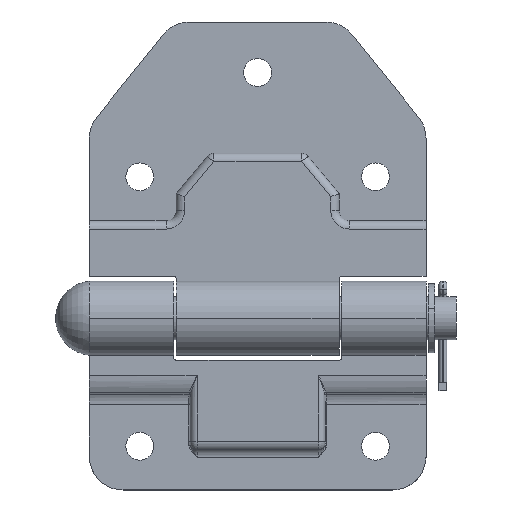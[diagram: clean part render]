
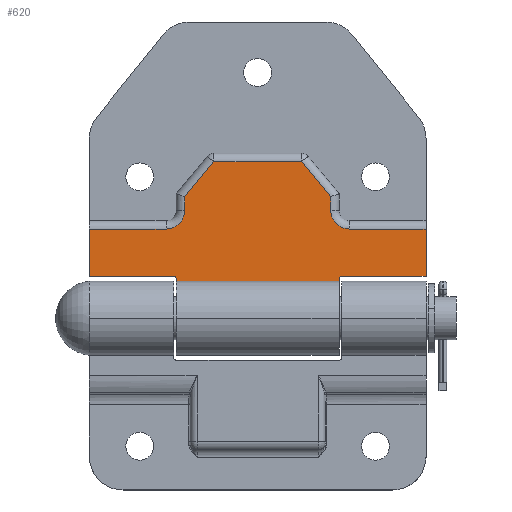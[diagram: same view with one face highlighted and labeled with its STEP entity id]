
A CAD part, top view. The second image highlights one B-rep face of the part: STEP entity #620.
In plain terms, the highlighted planar face has unit normal (0, 0, 1).
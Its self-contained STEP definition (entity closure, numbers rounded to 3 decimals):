
#31 = VERTEX_POINT ( 'NONE', #1293 ) ;
#32 = EDGE_CURVE ( 'NONE', #603, #31, #1292, .T. ) ;
#549 = ORIENTED_EDGE ( 'NONE', *, *, #630, .T. ) ;
#592 = ORIENTED_EDGE ( 'NONE', *, *, #593, .T. ) ;
#593 = EDGE_CURVE ( 'NONE', #615, #594, #2733, .T. ) ;
#594 = VERTEX_POINT ( 'NONE', #2958 ) ;
#595 = ORIENTED_EDGE ( 'NONE', *, *, #596, .T. ) ;
#596 = EDGE_CURVE ( 'NONE', #594, #1107, #2957, .T. ) ;
#597 = ORIENTED_EDGE ( 'NONE', *, *, #1074, .F. ) ;
#598 = ORIENTED_EDGE ( 'NONE', *, *, #599, .T. ) ;
#599 = EDGE_CURVE ( 'NONE', #1146, #600, #2953, .T. ) ;
#600 = VERTEX_POINT ( 'NONE', #2949 ) ;
#601 = ORIENTED_EDGE ( 'NONE', *, *, #602, .T. ) ;
#602 = EDGE_CURVE ( 'NONE', #600, #603, #2948, .T. ) ;
#603 = VERTEX_POINT ( 'NONE', #2943 ) ;
#604 = ORIENTED_EDGE ( 'NONE', *, *, #32, .T. ) ;
#605 = VERTEX_POINT ( 'NONE', #2942 ) ;
#606 = VERTEX_POINT ( 'NONE', #2941 ) ;
#607 = ORIENTED_EDGE ( 'NONE', *, *, #608, .F. ) ;
#608 = EDGE_CURVE ( 'NONE', #612, #606, #2940, .T. ) ;
#609 = ORIENTED_EDGE ( 'NONE', *, *, #610, .T. ) ;
#610 = EDGE_CURVE ( 'NONE', #605, #606, #2936, .T. ) ;
#611 = EDGE_CURVE ( 'NONE', #629, #605, #2932, .T. ) ;
#612 = VERTEX_POINT ( 'NONE', #2989 ) ;
#613 = ORIENTED_EDGE ( 'NONE', *, *, #614, .T. ) ;
#614 = EDGE_CURVE ( 'NONE', #612, #615, #2988, .T. ) ;
#615 = VERTEX_POINT ( 'NONE', #2984 ) ;
#618 = EDGE_LOOP ( 'NONE', ( #2397, #549, #628, #609, #607, #613, #592, #595, #597, #598, #601, #604, #1231, #1232, #1233, #1225, #1228, #1235 ) ) ;
#619 = EDGE_CURVE ( 'NONE', #622, #621, #2978, .T. ) ;
#620 = ADVANCED_FACE ( 'NONE', ( #2974 ), #2973, .F. ) ;
#621 = VERTEX_POINT ( 'NONE', #2968 ) ;
#622 = VERTEX_POINT ( 'NONE', #2967 ) ;
#628 = ORIENTED_EDGE ( 'NONE', *, *, #611, .T. ) ;
#629 = VERTEX_POINT ( 'NONE', #2961 ) ;
#630 = EDGE_CURVE ( 'NONE', #1072, #629, #2960, .T. ) ;
#1072 = VERTEX_POINT ( 'NONE', #3780 ) ;
#1074 = EDGE_CURVE ( 'NONE', #1146, #1107, #3830, .T. ) ;
#1094 = EDGE_CURVE ( 'NONE', #1095, #1072, #3863, .T. ) ;
#1095 = VERTEX_POINT ( 'NONE', #3859 ) ;
#1107 = VERTEX_POINT ( 'NONE', #3896 ) ;
#1146 = VERTEX_POINT ( 'NONE', #3958 ) ;
#1223 = EDGE_CURVE ( 'NONE', #621, #1224, #4038, .T. ) ;
#1224 = VERTEX_POINT ( 'NONE', #4034 ) ;
#1225 = ORIENTED_EDGE ( 'NONE', *, *, #1226, .T. ) ;
#1226 = EDGE_CURVE ( 'NONE', #1224, #1227, #4094, .T. ) ;
#1227 = VERTEX_POINT ( 'NONE', #4090 ) ;
#1228 = ORIENTED_EDGE ( 'NONE', *, *, #1234, .T. ) ;
#1229 = VERTEX_POINT ( 'NONE', #4089 ) ;
#1230 = EDGE_CURVE ( 'NONE', #31, #622, #4088, .T. ) ;
#1231 = ORIENTED_EDGE ( 'NONE', *, *, #1230, .T. ) ;
#1232 = ORIENTED_EDGE ( 'NONE', *, *, #619, .T. ) ;
#1233 = ORIENTED_EDGE ( 'NONE', *, *, #1223, .T. ) ;
#1234 = EDGE_CURVE ( 'NONE', #1227, #1229, #4084, .T. ) ;
#1235 = ORIENTED_EDGE ( 'NONE', *, *, #1236, .T. ) ;
#1236 = EDGE_CURVE ( 'NONE', #1229, #1095, #4079, .T. ) ;
#1289 = DIRECTION ( 'NONE',  ( 0., 1., 0. ) ) ;
#1290 = VECTOR ( 'NONE', #1289, 1000. ) ;
#1291 = CARTESIAN_POINT ( 'NONE',  ( 21.7, 46.5, -7. ) ) ;
#1292 = LINE ( 'NONE', #1291, #1290 ) ;
#1293 = CARTESIAN_POINT ( 'NONE',  ( 21.7, 36.095, -7. ) ) ;
#2397 = ORIENTED_EDGE ( 'NONE', *, *, #1094, .T. ) ;
#2573 = DIRECTION ( 'NONE',  ( -1., 0., 0. ) ) ;
#2730 = DIRECTION ( 'NONE',  ( 0., 0., -1. ) ) ;
#2731 = CARTESIAN_POINT ( 'NONE',  ( 25.2, 11.5, -7. ) ) ;
#2732 = AXIS2_PLACEMENT_3D ( 'NONE', #2731, #2730, #2573 ) ;
#2733 = CIRCLE ( 'NONE', #2732, 1. ) ;
#2930 = CARTESIAN_POINT ( 'NONE',  ( -25.2, 11.5, -7. ) ) ;
#2931 = AXIS2_PLACEMENT_3D ( 'NONE', #2930, #2991, #2990 ) ;
#2932 = CIRCLE ( 'NONE', #2931, 1. ) ;
#2933 = DIRECTION ( 'NONE',  ( 0., -1., 0. ) ) ;
#2934 = VECTOR ( 'NONE', #2933, 1000. ) ;
#2935 = CARTESIAN_POINT ( 'NONE',  ( -24.2, 46.5, -7. ) ) ;
#2936 = LINE ( 'NONE', #2935, #2934 ) ;
#2937 = DIRECTION ( 'NONE',  ( -1., 0., 0. ) ) ;
#2938 = VECTOR ( 'NONE', #2937, 1000. ) ;
#2939 = CARTESIAN_POINT ( 'NONE',  ( 50., 8.485, -7. ) ) ;
#2940 = LINE ( 'NONE', #2939, #2938 ) ;
#2941 = CARTESIAN_POINT ( 'NONE',  ( -24.2, 8.485, -7. ) ) ;
#2942 = CARTESIAN_POINT ( 'NONE',  ( -24.2, 11.5, -7. ) ) ;
#2943 = CARTESIAN_POINT ( 'NONE',  ( 21.7, 32., -7. ) ) ;
#2944 = DIRECTION ( 'NONE',  ( -1., 0., 0. ) ) ;
#2945 = DIRECTION ( 'NONE',  ( 0., 0., -1. ) ) ;
#2946 = CARTESIAN_POINT ( 'NONE',  ( 27.2, 32., -7. ) ) ;
#2947 = AXIS2_PLACEMENT_3D ( 'NONE', #2946, #2945, #2944 ) ;
#2948 = CIRCLE ( 'NONE', #2947, 5.5 ) ;
#2949 = CARTESIAN_POINT ( 'NONE',  ( 27.2, 26.5, -7. ) ) ;
#2950 = DIRECTION ( 'NONE',  ( -1., 0., 0. ) ) ;
#2951 = VECTOR ( 'NONE', #2950, 1000. ) ;
#2952 = CARTESIAN_POINT ( 'NONE',  ( 50., 26.5, -7. ) ) ;
#2953 = LINE ( 'NONE', #2952, #2951 ) ;
#2954 = DIRECTION ( 'NONE',  ( 1., 0., 0. ) ) ;
#2955 = VECTOR ( 'NONE', #2954, 1000. ) ;
#2956 = CARTESIAN_POINT ( 'NONE',  ( 50., 12.5, -7. ) ) ;
#2957 = LINE ( 'NONE', #2956, #2955 ) ;
#2958 = CARTESIAN_POINT ( 'NONE',  ( 25.2, 12.5, -7. ) ) ;
#2959 = CARTESIAN_POINT ( 'NONE',  ( 50., 12.5, -7. ) ) ;
#2960 = LINE ( 'NONE', #2959, #3020 ) ;
#2961 = CARTESIAN_POINT ( 'NONE',  ( -25.2, 12.5, -7. ) ) ;
#2967 = CARTESIAN_POINT ( 'NONE',  ( 13.029, 46.5, -7. ) ) ;
#2968 = CARTESIAN_POINT ( 'NONE',  ( -13.029, 46.5, -7. ) ) ;
#2969 = DIRECTION ( 'NONE',  ( -1., 0., 0. ) ) ;
#2970 = DIRECTION ( 'NONE',  ( 0., 0., -1. ) ) ;
#2971 = CARTESIAN_POINT ( 'NONE',  ( 50., 46.5, -7. ) ) ;
#2972 = AXIS2_PLACEMENT_3D ( 'NONE', #2971, #2970, #2969 ) ;
#2973 = PLANE ( 'NONE',  #2972 ) ;
#2974 = FACE_OUTER_BOUND ( 'NONE', #618, .T. ) ;
#2975 = DIRECTION ( 'NONE',  ( -1., 0., 0. ) ) ;
#2976 = VECTOR ( 'NONE', #2975, 1000. ) ;
#2977 = CARTESIAN_POINT ( 'NONE',  ( 50., 46.5, -7. ) ) ;
#2978 = LINE ( 'NONE', #2977, #2976 ) ;
#2984 = CARTESIAN_POINT ( 'NONE',  ( 24.2, 11.5, -7. ) ) ;
#2985 = DIRECTION ( 'NONE',  ( 0., 1., 0. ) ) ;
#2986 = VECTOR ( 'NONE', #2985, 1000. ) ;
#2987 = CARTESIAN_POINT ( 'NONE',  ( 24.2, 46.5, -7. ) ) ;
#2988 = LINE ( 'NONE', #2987, #2986 ) ;
#2989 = CARTESIAN_POINT ( 'NONE',  ( 24.2, 8.485, -7. ) ) ;
#2990 = DIRECTION ( 'NONE',  ( -1., 0., 0. ) ) ;
#2991 = DIRECTION ( 'NONE',  ( 0., 0., -1. ) ) ;
#3019 = DIRECTION ( 'NONE',  ( 1., 0., 0. ) ) ;
#3020 = VECTOR ( 'NONE', #3019, 1000. ) ;
#3780 = CARTESIAN_POINT ( 'NONE',  ( -50., 12.5, -7. ) ) ;
#3827 = DIRECTION ( 'NONE',  ( 0., -1., 0. ) ) ;
#3828 = VECTOR ( 'NONE', #3827, 1000. ) ;
#3829 = CARTESIAN_POINT ( 'NONE',  ( 50., 46.5, -7. ) ) ;
#3830 = LINE ( 'NONE', #3829, #3828 ) ;
#3859 = CARTESIAN_POINT ( 'NONE',  ( -50., 26.5, -7. ) ) ;
#3860 = DIRECTION ( 'NONE',  ( 0., -1., 0. ) ) ;
#3861 = VECTOR ( 'NONE', #3860, 1000. ) ;
#3862 = CARTESIAN_POINT ( 'NONE',  ( -50., 46.5, -7. ) ) ;
#3863 = LINE ( 'NONE', #3862, #3861 ) ;
#3896 = CARTESIAN_POINT ( 'NONE',  ( 50., 12.5, -7. ) ) ;
#3958 = CARTESIAN_POINT ( 'NONE',  ( 50., 26.5, -7. ) ) ;
#4034 = CARTESIAN_POINT ( 'NONE',  ( -21.7, 36.095, -7. ) ) ;
#4035 = DIRECTION ( 'NONE',  ( -0.64, -0.768, 0. ) ) ;
#4036 = VECTOR ( 'NONE', #4035, 1000. ) ;
#4037 = CARTESIAN_POINT ( 'NONE',  ( 12.803, 77.498, -7. ) ) ;
#4038 = LINE ( 'NONE', #4037, #4036 ) ;
#4076 = DIRECTION ( 'NONE',  ( -1., 0., 0. ) ) ;
#4077 = VECTOR ( 'NONE', #4076, 1000. ) ;
#4078 = CARTESIAN_POINT ( 'NONE',  ( 50., 26.5, -7. ) ) ;
#4079 = LINE ( 'NONE', #4078, #4077 ) ;
#4080 = DIRECTION ( 'NONE',  ( -1., 0., 0. ) ) ;
#4081 = DIRECTION ( 'NONE',  ( 0., 0., -1. ) ) ;
#4082 = CARTESIAN_POINT ( 'NONE',  ( -27.2, 32., -7. ) ) ;
#4083 = AXIS2_PLACEMENT_3D ( 'NONE', #4082, #4081, #4080 ) ;
#4084 = CIRCLE ( 'NONE', #4083, 5.5 ) ;
#4085 = DIRECTION ( 'NONE',  ( -0.64, 0.768, 0. ) ) ;
#4086 = VECTOR ( 'NONE', #4085, 1000. ) ;
#4087 = CARTESIAN_POINT ( 'NONE',  ( 28.181, 28.318, -7. ) ) ;
#4088 = LINE ( 'NONE', #4087, #4086 ) ;
#4089 = CARTESIAN_POINT ( 'NONE',  ( -27.2, 26.5, -7. ) ) ;
#4090 = CARTESIAN_POINT ( 'NONE',  ( -21.7, 32., -7. ) ) ;
#4091 = DIRECTION ( 'NONE',  ( 0., -1., 0. ) ) ;
#4092 = VECTOR ( 'NONE', #4091, 1000. ) ;
#4093 = CARTESIAN_POINT ( 'NONE',  ( -21.7, 46.5, -7. ) ) ;
#4094 = LINE ( 'NONE', #4093, #4092 ) ;
